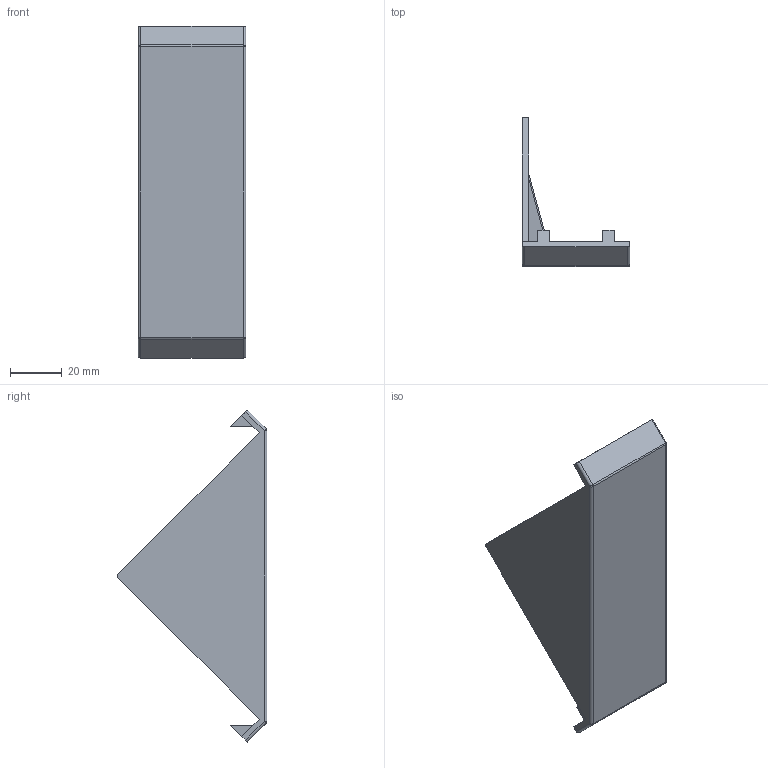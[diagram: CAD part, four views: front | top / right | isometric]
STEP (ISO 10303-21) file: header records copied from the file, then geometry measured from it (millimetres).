
FILE_DESCRIPTION (( 'STEP AP214' ), '1' );
FILE_NAME ('SNSD.30.53.16. Çàãëóøêà äëÿ óãëîâîãî àëþìèíèåâîãî ñîåäèíèòåëÿ 45õ90(X02).STEP', '2016-04-26T11:35:28', ( 'user' ), ( '' ), 'SwSTEP 2.0', 'SolidWorks 2014', '' );
FILE_SCHEMA (( 'AUTOMOTIVE_DESIGN' ));
Length unit declared in the file: millimetre
Products named in the file (2): SNSD.30.53.16. Çàãëóøêà äëÿ óãëîâîãî àëþìèíèåâîãî ñîåäèíèòåëÿ 45õ90(X02)
Bounding box: 41.5 x 57.73 x 128 mm (x, y, z)
Volume: 24868 mm3; surface area: 18879.4 mm2
Topology: 1 solids, 1 shells, 58 faces, 150 edges, 90 vertices
Faces by surface type: plane 31, cylinder 19, sphere 4, bspline 4
Entity records: 1829 total; most frequent: CARTESIAN_POINT 424, ORIENTED_EDGE 292, DIRECTION 276, EDGE_CURVE 146, LINE 104, VECTOR 104, VERTEX_POINT 90, AXIS2_PLACEMENT_3D 86
